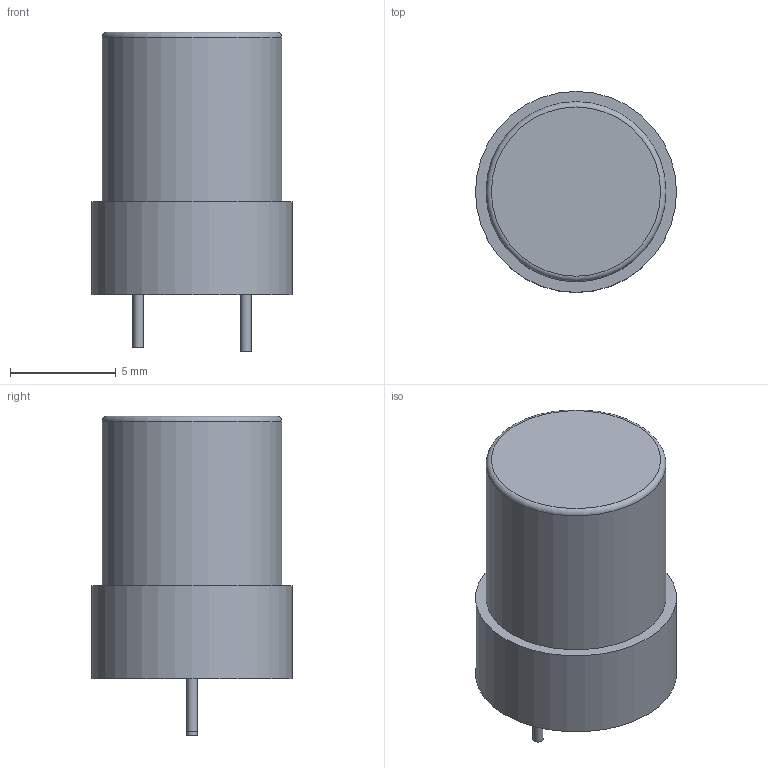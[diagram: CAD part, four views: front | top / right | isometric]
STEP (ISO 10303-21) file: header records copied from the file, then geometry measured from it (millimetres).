
FILE_DESCRIPTION(('FreeCAD Model'),'2;1');
FILE_NAME('Open CASCADE Shape Model','2023-05-28T00:21:00',('Author'),( ''),'Open CASCADE STEP processor 7.6','FreeCAD','Unknown');
FILE_SCHEMA(('AUTOMOTIVE_DESIGN { 1 0 10303 214 1 1 1 1 }'));
Length unit declared in the file: millimetre
Products named in the file (4): mxt250; microfuse_body; pin2_body; Body - Pin 1
Assembly tree (3 placements, depth 2):
  mxt250
    microfuse_body
    pin2_body
    Body - Pin 1
Bounding box: 9.5 x 9.5 x 15.1 mm (x, y, z)
Volume: 767.5 mm3; surface area: 500.3 mm2
Topology: 3 solids, 3 shells, 12 faces, 14 edges, 9 vertices
Faces by surface type: plane 7, cylinder 4, torus 1
Full cylindrical faces by diameter (mm): 0.5 x2, 8.5 x1, 9.5 x1
Entity records: 333 total; most frequent: DIRECTION 56, CARTESIAN_POINT 39, ORIENTED_EDGE 28, AXIS2_PLACEMENT_3D 26, EDGE_CURVE 14, FACE_BOUND 13, EDGE_LOOP 13, ADVANCED_FACE 12
